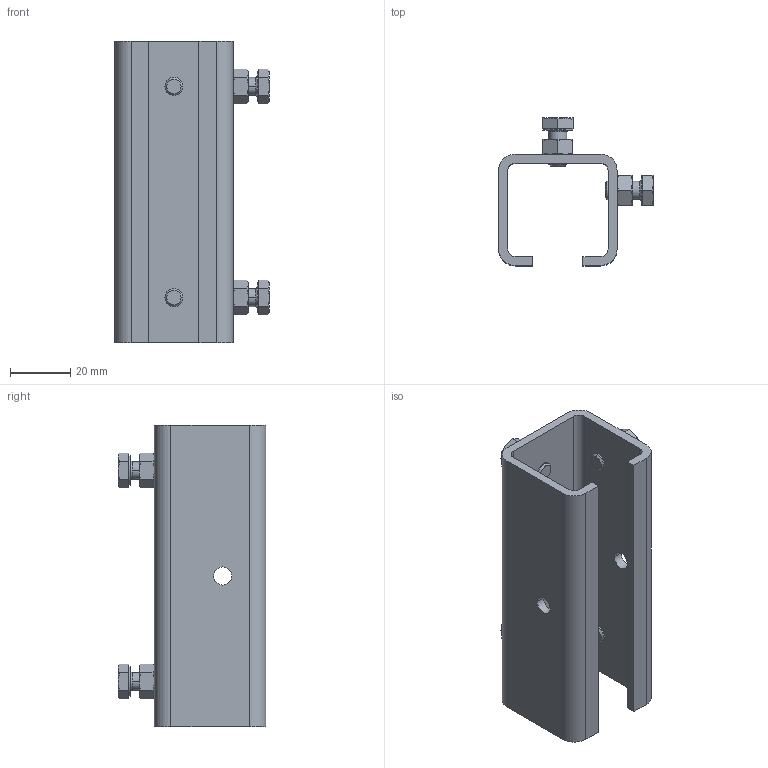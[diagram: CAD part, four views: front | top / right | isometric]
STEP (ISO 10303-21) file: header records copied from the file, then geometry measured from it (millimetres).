
FILE_DESCRIPTION (( 'STEP AP214' ), '1' );
FILE_NAME ('0020487.step', '2022-08-18T13:02:51', ( '' ), ( '' ), 'SwSTEP 2.0', 'SolidWorks 2020', '' );
FILE_SCHEMA (( 'AUTOMOTIVE_DESIGN' ));
Length unit declared in the file: inch
Products named in the file (1): 0020487
Bounding box: 51.28 x 48.98 x 100 mm (x, y, z)
Volume: 38343.6 mm3; surface area: 26792.6 mm2
Topology: 1 solids, 1 shells, 248 faces, 606 edges, 384 vertices
Faces by surface type: plane 134, cone 70, cylinder 36, torus 8
Entity records: 7818 total; most frequent: CARTESIAN_POINT 2059, ORIENTED_EDGE 1212, DIRECTION 1136, EDGE_CURVE 606, AXIS2_PLACEMENT_3D 413, VERTEX_POINT 384, LINE 310, VECTOR 310
